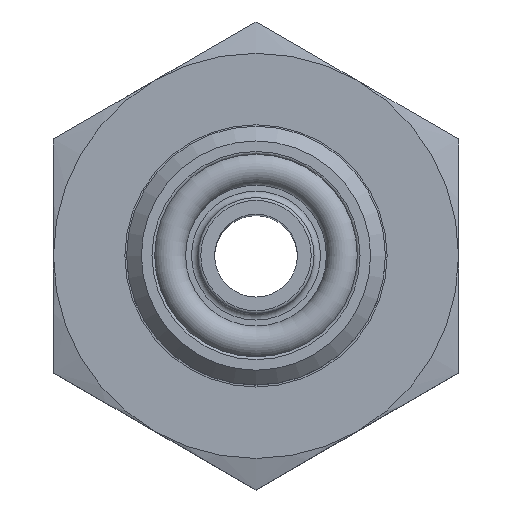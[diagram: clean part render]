
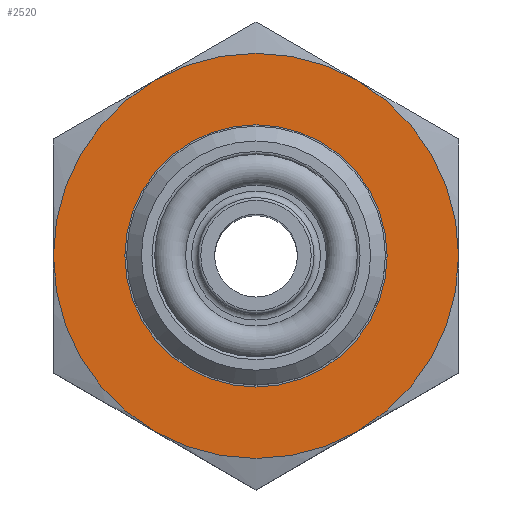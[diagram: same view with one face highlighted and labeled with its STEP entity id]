
A CAD part, top view. The second image highlights one B-rep face of the part: STEP entity #2520.
In plain terms, the highlighted planar face has unit normal (0, 0, 1).
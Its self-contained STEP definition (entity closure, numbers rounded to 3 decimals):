
#1287=CARTESIAN_POINT('',(-11.,0.,38.));
#1288=VERTEX_POINT('',#1287);
#1302=CARTESIAN_POINT('',(-5.5,-9.526,38.));
#1303=VERTEX_POINT('',#1302);
#1317=CARTESIAN_POINT('',(0.,0.,38.));
#1318=DIRECTION('',(0.0,0.0,1.0));
#1319=DIRECTION('',(-1.0,0.0,0.0));
#1320=AXIS2_PLACEMENT_3D('',#1317,#1318,#1319);
#1321=CIRCLE('',#1320,11.0);
#1322=EDGE_CURVE('',#1288,#1303,#1321,.T.);
#1334=CARTESIAN_POINT('',(-5.5,9.526,38.));
#1335=VERTEX_POINT('',#1334);
#1362=CARTESIAN_POINT('',(0.,0.,38.));
#1363=DIRECTION('',(0.0,0.0,1.0));
#1364=DIRECTION('',(-1.0,0.0,0.0));
#1365=AXIS2_PLACEMENT_3D('',#1362,#1363,#1364);
#1366=CIRCLE('',#1365,11.0);
#1367=EDGE_CURVE('',#1335,#1288,#1366,.T.);
#1379=CARTESIAN_POINT('',(5.5,9.526,38.));
#1380=VERTEX_POINT('',#1379);
#1407=CARTESIAN_POINT('',(0.,0.,38.));
#1408=DIRECTION('',(0.0,0.0,1.0));
#1409=DIRECTION('',(-1.0,0.0,0.0));
#1410=AXIS2_PLACEMENT_3D('',#1407,#1408,#1409);
#1411=CIRCLE('',#1410,11.0);
#1412=EDGE_CURVE('',#1380,#1335,#1411,.T.);
#1437=CARTESIAN_POINT('',(11.0,0.,38.));
#1438=VERTEX_POINT('',#1437);
#1439=CARTESIAN_POINT('',(0.,0.,38.));
#1440=DIRECTION('',(0.0,0.0,1.0));
#1441=DIRECTION('',(-1.0,0.0,0.0));
#1442=AXIS2_PLACEMENT_3D('',#1439,#1440,#1441);
#1443=CIRCLE('',#1442,11.0);
#1444=EDGE_CURVE('',#1438,#1380,#1443,.T.);
#1482=CARTESIAN_POINT('',(5.5,-9.526,38.));
#1483=VERTEX_POINT('',#1482);
#1484=CARTESIAN_POINT('',(0.,0.,38.));
#1485=DIRECTION('',(0.0,0.0,1.0));
#1486=DIRECTION('',(-1.0,0.0,0.0));
#1487=AXIS2_PLACEMENT_3D('',#1484,#1485,#1486);
#1488=CIRCLE('',#1487,11.0);
#1489=EDGE_CURVE('',#1483,#1438,#1488,.T.);
#1527=CARTESIAN_POINT('',(0.,0.,38.));
#1528=DIRECTION('',(0.0,0.0,1.0));
#1529=DIRECTION('',(-1.0,0.0,0.0));
#1530=AXIS2_PLACEMENT_3D('',#1527,#1528,#1529);
#1531=CIRCLE('',#1530,11.0);
#1532=EDGE_CURVE('',#1303,#1483,#1531,.T.);
#2489=CARTESIAN_POINT('',(0.,7.12,38.));
#2490=VERTEX_POINT('',#2489);
#2491=CARTESIAN_POINT('',(0.,0.,38.));
#2492=DIRECTION('',(0.0,0.0,1.0));
#2493=DIRECTION('',(0.0,-1.0,0.0));
#2494=AXIS2_PLACEMENT_3D('',#2491,#2492,#2493);
#2495=CIRCLE('',#2494,7.12);
#2496=EDGE_CURVE('',#2490,#2490,#2495,.T.);
#2504=CARTESIAN_POINT('',(0.,0.,38.));
#2505=DIRECTION('',(0.0,0.0,1.0));
#2506=DIRECTION('',(1.0,0.0,0.0));
#2507=AXIS2_PLACEMENT_3D('',#2504,#2505,#2506);
#2508=PLANE('',#2507);
#2509=ORIENTED_EDGE('',*,*,#1532,.T.);
#2510=ORIENTED_EDGE('',*,*,#1489,.T.);
#2511=ORIENTED_EDGE('',*,*,#1444,.T.);
#2512=ORIENTED_EDGE('',*,*,#1412,.T.);
#2513=ORIENTED_EDGE('',*,*,#1367,.T.);
#2514=ORIENTED_EDGE('',*,*,#1322,.T.);
#2515=EDGE_LOOP('',(#2509,#2510,#2511,#2512,#2513,#2514));
#2516=FACE_OUTER_BOUND('',#2515,.T.);
#2517=ORIENTED_EDGE('',*,*,#2496,.F.);
#2518=EDGE_LOOP('',(#2517));
#2519=FACE_BOUND('',#2518,.T.);
#2520=ADVANCED_FACE('',(#2516,#2519),#2508,.T.);
